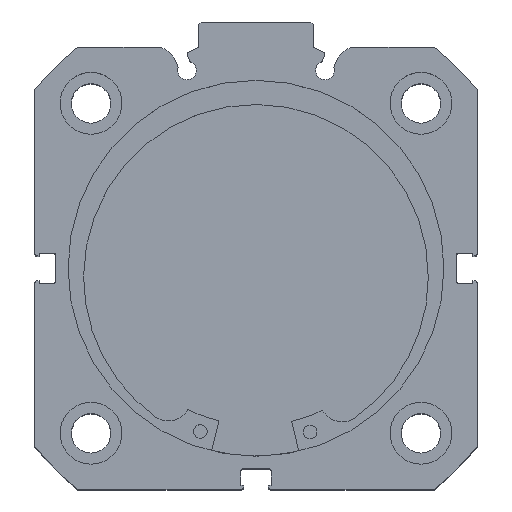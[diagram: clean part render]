
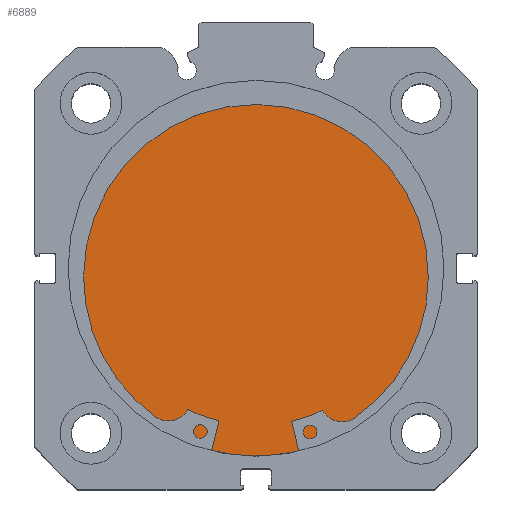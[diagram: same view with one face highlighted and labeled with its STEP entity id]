
A CAD part, top view. The second image highlights one B-rep face of the part: STEP entity #6889.
In plain terms, the highlighted face is planar.
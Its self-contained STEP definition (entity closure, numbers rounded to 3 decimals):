
#705 = DIRECTION ( 'NONE',  ( 0., 0., 1. ) ) ;
#706 = DIRECTION ( 'NONE',  ( -1., 0., 0. ) ) ;
#708 = CARTESIAN_POINT ( 'NONE',  ( 12., 0., 0. ) ) ;
#714 = DIRECTION ( 'NONE',  ( 0., 0., 1. ) ) ;
#715 = DIRECTION ( 'NONE',  ( -1., 0., 0. ) ) ;
#723 = CARTESIAN_POINT ( 'NONE',  ( 12., 0., 0. ) ) ;
#1718 = EDGE_LOOP ( 'NONE', ( #4607, #4606 ) ) ;
#2383 = CARTESIAN_POINT ( 'NONE',  ( 12., 0., -41. ) ) ;
#2417 = CARTESIAN_POINT ( 'NONE',  ( 12., 0., 41. ) ) ;
#2628 = VERTEX_POINT ( 'NONE', #2383 ) ;
#2774 = VERTEX_POINT ( 'NONE', #2417 ) ;
#3341 = EDGE_CURVE ( 'NONE', #2774, #2628, #5356, .T. ) ;
#3343 = EDGE_CURVE ( 'NONE', #2628, #2774, #5359, .T. ) ;
#3855 = AXIS2_PLACEMENT_3D ( 'NONE', #708, #706, #705 ) ;
#3860 = AXIS2_PLACEMENT_3D ( 'NONE', #723, #715, #714 ) ;
#4606 = ORIENTED_EDGE ( 'NONE', *, *, #3343, .F. ) ;
#4607 = ORIENTED_EDGE ( 'NONE', *, *, #3341, .F. ) ;
#5356 = CIRCLE ( 'NONE', #3860, 41. ) ;
#5359 = CIRCLE ( 'NONE', #3855, 41. ) ;
#5888 = FACE_OUTER_BOUND ( 'NONE', #1718, .T. ) ;
#6434 = CARTESIAN_POINT ( 'NONE',  ( 12., 41., 0. ) ) ;
#6435 = PLANE ( 'NONE',  #6741 ) ;
#6437 = DIRECTION ( 'NONE',  ( -1., 0., 0. ) ) ;
#6438 = DIRECTION ( 'NONE',  ( 0., 0., 1. ) ) ;
#6741 = AXIS2_PLACEMENT_3D ( 'NONE', #6434, #6437, #6438 ) ;
#6889 = ADVANCED_FACE ( 'NONE', ( #5888 ), #6435, .F. ) ;
